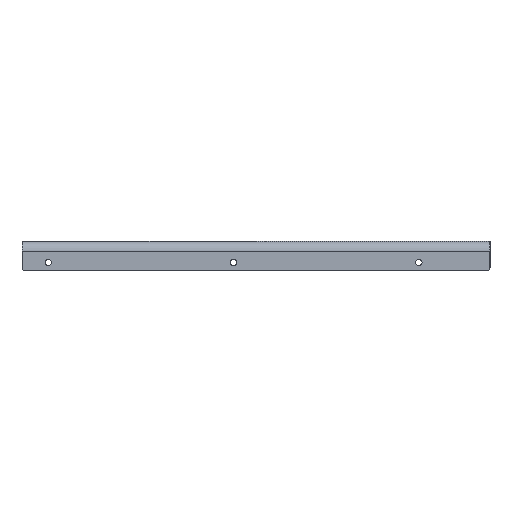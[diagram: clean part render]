
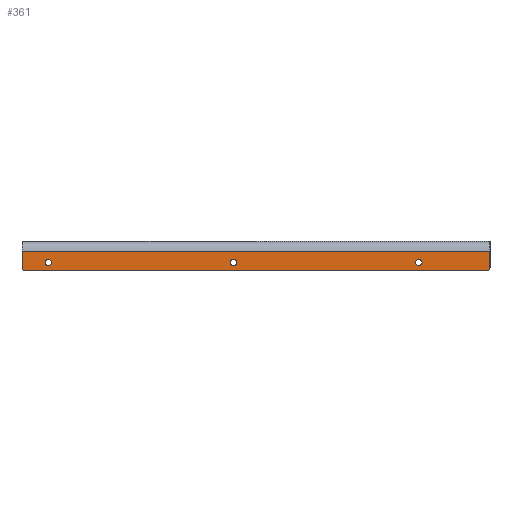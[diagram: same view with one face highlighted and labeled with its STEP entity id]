
A CAD part, left-side view. The second image highlights one B-rep face of the part: STEP entity #361.
In plain terms, the highlighted planar face has unit normal (-1, 0, 0).
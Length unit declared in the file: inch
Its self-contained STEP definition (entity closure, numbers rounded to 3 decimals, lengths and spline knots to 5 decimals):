
#12 = CIRCLE ( 'NONE', #1582, 0.105 ) ;
#19 = ORIENTED_EDGE ( 'NONE', *, *, #1692, .T. ) ;
#31 = EDGE_CURVE ( 'NONE', #393, #773, #1782, .T. ) ;
#40 = DIRECTION ( 'NONE',  ( 0., 0., -1. ) ) ;
#74 = EDGE_CURVE ( 'NONE', #873, #1565, #317, .T. ) ;
#86 = ORIENTED_EDGE ( 'NONE', *, *, #94, .T. ) ;
#94 = EDGE_CURVE ( 'NONE', #251, #1510, #12, .T. ) ;
#110 = VERTEX_POINT ( 'NONE', #279 ) ;
#146 = AXIS2_PLACEMENT_3D ( 'NONE', #1543, #1552, #1557 ) ;
#148 = AXIS2_PLACEMENT_3D ( 'NONE', #1841, #1846, #1849 ) ;
#171 = CARTESIAN_POINT ( 'NONE',  ( -11.4375, 0.75, -0.71122 ) ) ;
#206 = AXIS2_PLACEMENT_3D ( 'NONE', #1490, #971, #771 ) ;
#225 = CARTESIAN_POINT ( 'NONE',  ( -11.4375, -5.4375, -0.81622 ) ) ;
#230 = EDGE_CURVE ( 'NONE', #1199, #1245, #1609, .T. ) ;
#251 = VERTEX_POINT ( 'NONE', #225 ) ;
#276 = CARTESIAN_POINT ( 'NONE',  ( -11.4375, 0., 0. ) ) ;
#279 = CARTESIAN_POINT ( 'NONE',  ( -11.4375, -7.8125, -0.88622 ) ) ;
#280 = DIRECTION ( 'NONE',  ( 1., 0., 0. ) ) ;
#290 = DIRECTION ( 'NONE',  ( 0., 0., -1. ) ) ;
#297 = ORIENTED_EDGE ( 'NONE', *, *, #996, .F. ) ;
#314 = DIRECTION ( 'NONE',  ( 1., 0., 0. ) ) ;
#317 = LINE ( 'NONE', #1583, #492 ) ;
#351 = ORIENTED_EDGE ( 'NONE', *, *, #31, .T. ) ;
#361 = ADVANCED_FACE ( 'NONE', ( #691, #983, #1409, #2018 ), #2001, .F. ) ;
#363 = VERTEX_POINT ( 'NONE', #1377 ) ;
#393 = VERTEX_POINT ( 'NONE', #1075 ) ;
#426 = CARTESIAN_POINT ( 'NONE',  ( -11.4375, 6.9375, -0.81622 ) ) ;
#431 = DIRECTION ( 'NONE',  ( 0., 0., 1. ) ) ;
#482 = CARTESIAN_POINT ( 'NONE',  ( -11.4375, -7.8125, 0. ) ) ;
#492 = VECTOR ( 'NONE', #723, 39.37008 ) ;
#535 = DIRECTION ( 'NONE',  ( -1., 0., 0. ) ) ;
#555 = DIRECTION ( 'NONE',  ( 0., 0., -1. ) ) ;
#560 = AXIS2_PLACEMENT_3D ( 'NONE', #171, #314, #40 ) ;
#561 = LINE ( 'NONE', #1030, #699 ) ;
#580 = CARTESIAN_POINT ( 'NONE',  ( -11.4375, -7.7125, -0.88622 ) ) ;
#650 = CARTESIAN_POINT ( 'NONE',  ( -11.4375, 6.9375, -0.60622 ) ) ;
#654 = CARTESIAN_POINT ( 'NONE',  ( -11.4375, 7.8125, 0. ) ) ;
#691 = FACE_BOUND ( 'NONE', #1677, .T. ) ;
#699 = VECTOR ( 'NONE', #1028, 39.37008 ) ;
#723 = DIRECTION ( 'NONE',  ( 0., -1., 0. ) ) ;
#771 = DIRECTION ( 'NONE',  ( 0., 0., -1. ) ) ;
#773 = VERTEX_POINT ( 'NONE', #850 ) ;
#803 = ORIENTED_EDGE ( 'NONE', *, *, #74, .T. ) ;
#830 = CIRCLE ( 'NONE', #560, 0.105 ) ;
#850 = CARTESIAN_POINT ( 'NONE',  ( -11.4375, 0.75, -0.81622 ) ) ;
#851 = AXIS2_PLACEMENT_3D ( 'NONE', #580, #535, #555 ) ;
#873 = VERTEX_POINT ( 'NONE', #1860 ) ;
#941 = ORIENTED_EDGE ( 'NONE', *, *, #1500, .T. ) ;
#948 = ORIENTED_EDGE ( 'NONE', *, *, #1560, .T. ) ;
#953 = LINE ( 'NONE', #654, #2067 ) ;
#971 = DIRECTION ( 'NONE',  ( 1., 0., 0. ) ) ;
#983 = FACE_BOUND ( 'NONE', #1618, .T. ) ;
#994 = AXIS2_PLACEMENT_3D ( 'NONE', #1161, #1473, #1460 ) ;
#996 = EDGE_CURVE ( 'NONE', #363, #1532, #561, .T. ) ;
#1028 = DIRECTION ( 'NONE',  ( 0., -1., 0. ) ) ;
#1030 = CARTESIAN_POINT ( 'NONE',  ( -11.4375, -7.8125, -0.33622 ) ) ;
#1073 = CIRCLE ( 'NONE', #851, 0.1 ) ;
#1075 = CARTESIAN_POINT ( 'NONE',  ( -11.4375, 0.75, -0.60622 ) ) ;
#1080 = CARTESIAN_POINT ( 'NONE',  ( -11.4375, -5.4375, -0.60622 ) ) ;
#1161 = CARTESIAN_POINT ( 'NONE',  ( -11.4375, 0.75, -0.71122 ) ) ;
#1179 = LINE ( 'NONE', #482, #1312 ) ;
#1199 = VERTEX_POINT ( 'NONE', #426 ) ;
#1212 = CIRCLE ( 'NONE', #1990, 0.105 ) ;
#1242 = ORIENTED_EDGE ( 'NONE', *, *, #1962, .T. ) ;
#1245 = VERTEX_POINT ( 'NONE', #650 ) ;
#1277 = EDGE_CURVE ( 'NONE', #363, #1999, #953, .T. ) ;
#1312 = VECTOR ( 'NONE', #431, 39.37008 ) ;
#1327 = CARTESIAN_POINT ( 'NONE',  ( -11.4375, -5.4375, -0.71122 ) ) ;
#1328 = EDGE_LOOP ( 'NONE', ( #803, #1640, #1242, #297, #2054, #948 ) ) ;
#1334 = DIRECTION ( 'NONE',  ( 1., 0., 0. ) ) ;
#1337 = DIRECTION ( 'NONE',  ( 0., 0., -1. ) ) ;
#1365 = CARTESIAN_POINT ( 'NONE',  ( -11.4375, -7.8125, -0.33622 ) ) ;
#1377 = CARTESIAN_POINT ( 'NONE',  ( -11.4375, 7.8125, -0.33622 ) ) ;
#1402 = AXIS2_PLACEMENT_3D ( 'NONE', #276, #280, #290 ) ;
#1409 = FACE_BOUND ( 'NONE', #1872, .T. ) ;
#1460 = DIRECTION ( 'NONE',  ( 0., 0., -1. ) ) ;
#1473 = DIRECTION ( 'NONE',  ( 1., 0., 0. ) ) ;
#1490 = CARTESIAN_POINT ( 'NONE',  ( -11.4375, 6.9375, -0.71122 ) ) ;
#1500 = EDGE_CURVE ( 'NONE', #1510, #251, #1212, .T. ) ;
#1510 = VERTEX_POINT ( 'NONE', #1080 ) ;
#1512 = CARTESIAN_POINT ( 'NONE',  ( -11.4375, -7.7125, -0.98622 ) ) ;
#1532 = VERTEX_POINT ( 'NONE', #1365 ) ;
#1540 = DIRECTION ( 'NONE',  ( 0., 0., -1. ) ) ;
#1543 = CARTESIAN_POINT ( 'NONE',  ( -11.4375, 7.7125, -0.88622 ) ) ;
#1552 = DIRECTION ( 'NONE',  ( -1., 0., 0. ) ) ;
#1557 = DIRECTION ( 'NONE',  ( 0., 0., -1. ) ) ;
#1560 = EDGE_CURVE ( 'NONE', #1999, #873, #1570, .T. ) ;
#1565 = VERTEX_POINT ( 'NONE', #1512 ) ;
#1570 = CIRCLE ( 'NONE', #146, 0.1 ) ;
#1582 = AXIS2_PLACEMENT_3D ( 'NONE', #1801, #1941, #1843 ) ;
#1583 = CARTESIAN_POINT ( 'NONE',  ( -11.4375, 0., -0.98622 ) ) ;
#1609 = CIRCLE ( 'NONE', #206, 0.105 ) ;
#1611 = ORIENTED_EDGE ( 'NONE', *, *, #230, .T. ) ;
#1618 = EDGE_LOOP ( 'NONE', ( #1728, #351 ) ) ;
#1640 = ORIENTED_EDGE ( 'NONE', *, *, #1961, .T. ) ;
#1677 = EDGE_LOOP ( 'NONE', ( #1611, #19 ) ) ;
#1692 = EDGE_CURVE ( 'NONE', #1245, #1199, #2043, .T. ) ;
#1728 = ORIENTED_EDGE ( 'NONE', *, *, #1920, .T. ) ;
#1782 = CIRCLE ( 'NONE', #994, 0.105 ) ;
#1801 = CARTESIAN_POINT ( 'NONE',  ( -11.4375, -5.4375, -0.71122 ) ) ;
#1841 = CARTESIAN_POINT ( 'NONE',  ( -11.4375, 6.9375, -0.71122 ) ) ;
#1843 = DIRECTION ( 'NONE',  ( 0., 0., -1. ) ) ;
#1846 = DIRECTION ( 'NONE',  ( 1., 0., 0. ) ) ;
#1849 = DIRECTION ( 'NONE',  ( 0., 0., -1. ) ) ;
#1860 = CARTESIAN_POINT ( 'NONE',  ( -11.4375, 7.7125, -0.98622 ) ) ;
#1872 = EDGE_LOOP ( 'NONE', ( #86, #941 ) ) ;
#1920 = EDGE_CURVE ( 'NONE', #773, #393, #830, .T. ) ;
#1941 = DIRECTION ( 'NONE',  ( 1., 0., 0. ) ) ;
#1961 = EDGE_CURVE ( 'NONE', #1565, #110, #1073, .T. ) ;
#1962 = EDGE_CURVE ( 'NONE', #110, #1532, #1179, .T. ) ;
#1965 = CARTESIAN_POINT ( 'NONE',  ( -11.4375, 7.8125, -0.88622 ) ) ;
#1990 = AXIS2_PLACEMENT_3D ( 'NONE', #1327, #1334, #1337 ) ;
#1999 = VERTEX_POINT ( 'NONE', #1965 ) ;
#2001 = PLANE ( 'NONE',  #1402 ) ;
#2018 = FACE_OUTER_BOUND ( 'NONE', #1328, .T. ) ;
#2043 = CIRCLE ( 'NONE', #148, 0.105 ) ;
#2054 = ORIENTED_EDGE ( 'NONE', *, *, #1277, .T. ) ;
#2067 = VECTOR ( 'NONE', #1540, 39.37008 ) ;
